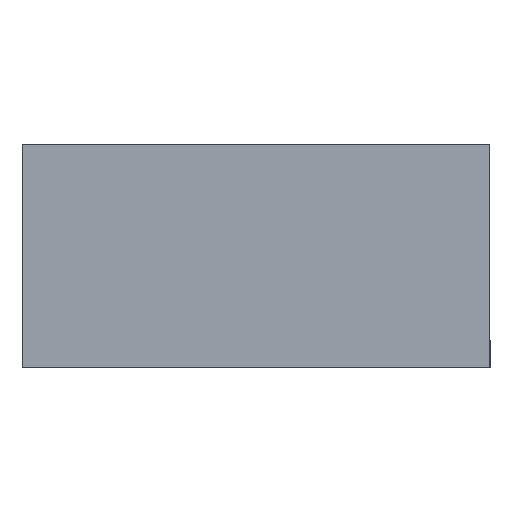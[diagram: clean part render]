
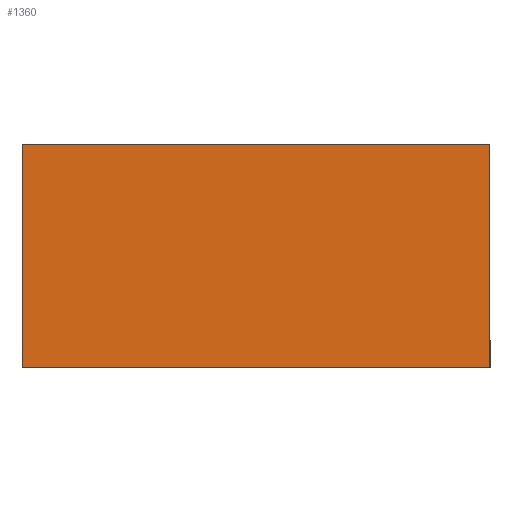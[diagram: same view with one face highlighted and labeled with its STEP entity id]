
A CAD part, top view. The second image highlights one B-rep face of the part: STEP entity #1360.
In plain terms, the highlighted planar face has unit normal (0, 0, 1).
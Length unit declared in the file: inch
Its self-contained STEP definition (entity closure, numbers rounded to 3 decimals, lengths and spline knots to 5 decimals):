
#8 = CARTESIAN_POINT ( 'NONE',  ( -0.066, 0.06299, 0.053 ) ) ;
#17 = CARTESIAN_POINT ( 'NONE',  ( -0.06599, 0., 0.053 ) ) ;
#48 = LINE ( 'NONE', #629, #1373 ) ;
#76 = EDGE_CURVE ( 'NONE', #573, #1149, #48, .T. ) ;
#93 = EDGE_CURVE ( 'NONE', #573, #723, #1089, .T. ) ;
#132 = VECTOR ( 'NONE', #476, 39.37008 ) ;
#199 = VERTEX_POINT ( 'NONE', #364 ) ;
#228 = LINE ( 'NONE', #8, #132 ) ;
#253 = DIRECTION ( 'NONE',  ( -1., 0., 0. ) ) ;
#277 = FACE_OUTER_BOUND ( 'NONE', #1324, .T. ) ;
#363 = EDGE_CURVE ( 'NONE', #723, #199, #228, .T. ) ;
#364 = CARTESIAN_POINT ( 'NONE',  ( 0.06599, 0.06299, 0.053 ) ) ;
#377 = CARTESIAN_POINT ( 'NONE',  ( 0.06599, 0.063, 0.053 ) ) ;
#444 = CARTESIAN_POINT ( 'NONE',  ( 0.06599, 0., 0.053 ) ) ;
#476 = DIRECTION ( 'NONE',  ( 1., 0., 0. ) ) ;
#532 = DIRECTION ( 'NONE',  ( 0., 1., 0. ) ) ;
#573 = VERTEX_POINT ( 'NONE', #17 ) ;
#589 = VECTOR ( 'NONE', #532, 39.37008 ) ;
#629 = CARTESIAN_POINT ( 'NONE',  ( -0.066, 0., 0.053 ) ) ;
#723 = VERTEX_POINT ( 'NONE', #944 ) ;
#726 = EDGE_CURVE ( 'NONE', #1149, #199, #1086, .T. ) ;
#751 = CARTESIAN_POINT ( 'NONE',  ( -0.06599, 0.06299, 0.053 ) ) ;
#830 = PLANE ( 'NONE',  #1053 ) ;
#835 = DIRECTION ( 'NONE',  ( 0., 1., 0. ) ) ;
#944 = CARTESIAN_POINT ( 'NONE',  ( -0.06599, 0.06299, 0.053 ) ) ;
#1053 = AXIS2_PLACEMENT_3D ( 'NONE', #1278, #1062, #253 ) ;
#1062 = DIRECTION ( 'NONE',  ( 0., 0., -1. ) ) ;
#1070 = ORIENTED_EDGE ( 'NONE', *, *, #76, .T. ) ;
#1086 = LINE ( 'NONE', #377, #1301 ) ;
#1089 = LINE ( 'NONE', #751, #589 ) ;
#1144 = ORIENTED_EDGE ( 'NONE', *, *, #363, .F. ) ;
#1149 = VERTEX_POINT ( 'NONE', #444 ) ;
#1278 = CARTESIAN_POINT ( 'NONE',  ( -0.066, 0.063, 0.053 ) ) ;
#1281 = ORIENTED_EDGE ( 'NONE', *, *, #726, .T. ) ;
#1298 = ORIENTED_EDGE ( 'NONE', *, *, #93, .F. ) ;
#1301 = VECTOR ( 'NONE', #835, 39.37008 ) ;
#1323 = DIRECTION ( 'NONE',  ( 1., 0., 0. ) ) ;
#1324 = EDGE_LOOP ( 'NONE', ( #1070, #1281, #1144, #1298 ) ) ;
#1360 = ADVANCED_FACE ( 'NONE', ( #277 ), #830, .F. ) ;
#1373 = VECTOR ( 'NONE', #1323, 39.37008 ) ;
